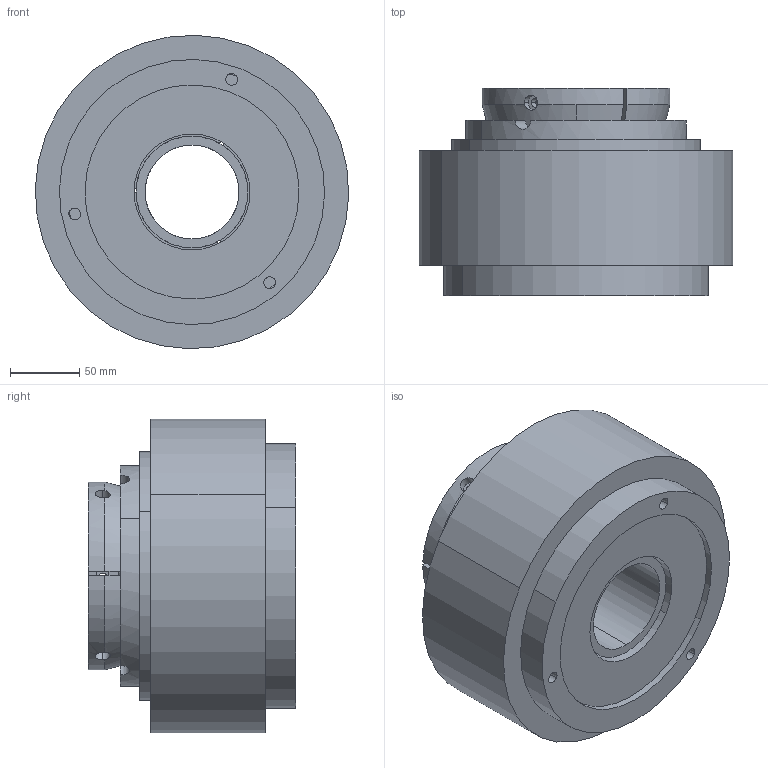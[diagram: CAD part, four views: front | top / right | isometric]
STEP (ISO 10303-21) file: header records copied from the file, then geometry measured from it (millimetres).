
FILE_DESCRIPTION (( 'STEP AP214' ), '1' );
FILE_NAME ('GXL-70 Èý¿ª.STEP', '2023-09-05T06:08:11', ( '' ), ( '' ), 'SwSTEP 2.0', 'SolidWorks 2023', '' );
FILE_SCHEMA (( 'AUTOMOTIVE_DESIGN' ));
Length unit declared in the file: millimetre
Products named in the file (1): GXL-70 三开
Bounding box: 226.95 x 150.24 x 226.95 mm (x, y, z)
Surface area: 281815.5 mm2 (no closed solid volume)
Topology: 0 solids, 2 shells, 97 faces, 296 edges, 197 vertices
Faces by surface type: cylinder 59, plane 28, cone 6, torus 4
Entity records: 5187 total; most frequent: CARTESIAN_POINT 1442, DIRECTION 567, ORIENTED_EDGE 539, EDGE_CURVE 296, AXIS2_PLACEMENT_3D 221, VERTEX_POINT 197, VECTOR 125, LINE 125
